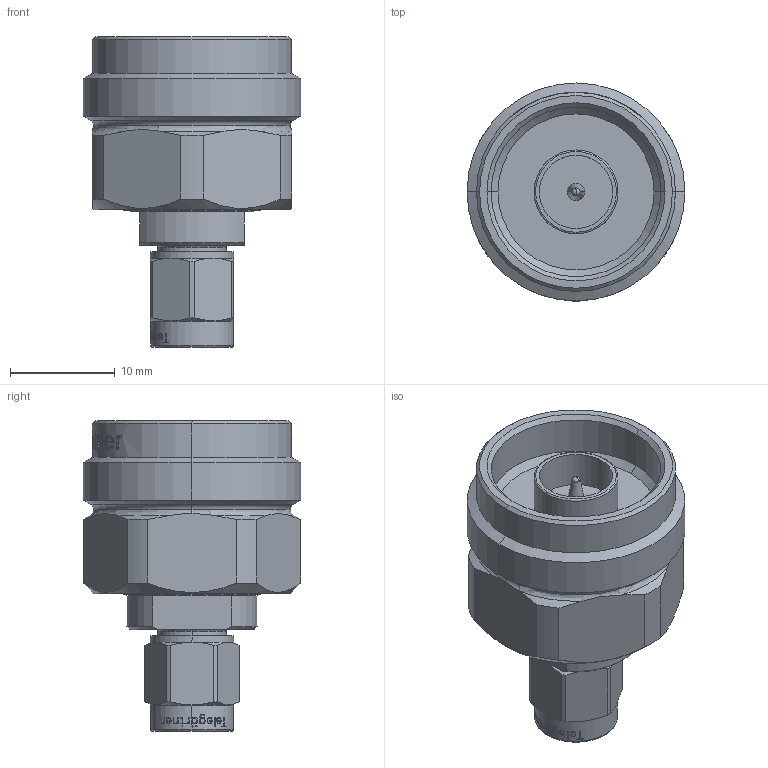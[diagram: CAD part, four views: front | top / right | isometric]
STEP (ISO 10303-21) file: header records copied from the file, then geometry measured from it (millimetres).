
FILE_DESCRIPTION (( 'STEP AP214' ), '1' );
FILE_NAME ('J01027B0019.STEP', '2018-11-19T07:45:09', ( '' ), ( '' ), 'SwSTEP 2.0', 'SolidWorks 2017', '' );
FILE_SCHEMA (( 'AUTOMOTIVE_DESIGN' ));
Length unit declared in the file: millimetre
Products named in the file (1): J01027B0019
Bounding box: 20.8 x 20.8 x 29.65 mm (x, y, z)
Volume: 4906.3 mm3; surface area: 2636 mm2
Topology: 1 solids, 1 shells, 637 faces, 1726 edges, 1134 vertices
Faces by surface type: bspline 331, plane 172, cylinder 80, cone 38, torus 12, sphere 4
Entity records: 31394 total; most frequent: CARTESIAN_POINT 11186, ORIENTED_EDGE 3448, EDGE_CURVE 1724, DIRECTION 1571, VERTEX_POINT 1134, B_SPLINE_CURVE_WITH_KNOTS 1043, EDGE_LOOP 682, ADVANCED_FACE 637
